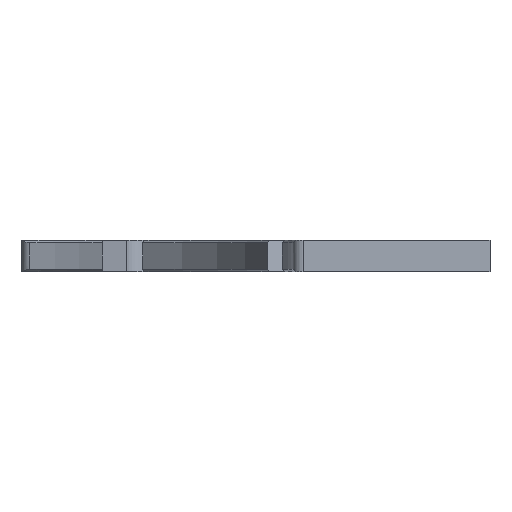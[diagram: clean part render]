
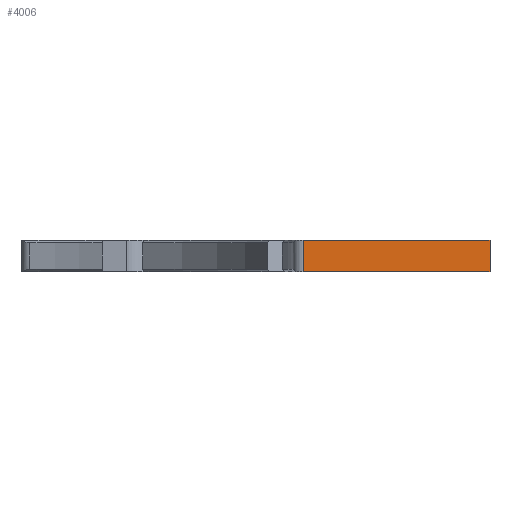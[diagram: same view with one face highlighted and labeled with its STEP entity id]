
A CAD part, front view. The second image highlights one B-rep face of the part: STEP entity #4006.
In plain terms, the highlighted planar face has unit normal (0, -1, 0).
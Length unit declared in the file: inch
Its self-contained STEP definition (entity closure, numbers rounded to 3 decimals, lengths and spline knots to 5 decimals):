
#165 = ORIENTED_EDGE ( 'NONE', *, *, #5182, .T. ) ;
#377 = EDGE_CURVE ( 'NONE', #4953, #5384, #1902, .T. ) ;
#608 = DIRECTION ( 'NONE',  ( 0., 0., -1. ) ) ;
#957 = CARTESIAN_POINT ( 'NONE',  ( 4.3422, 0., 0. ) ) ;
#976 = EDGE_CURVE ( 'NONE', #5248, #4234, #1161, .T. ) ;
#1161 = LINE ( 'NONE', #2413, #3143 ) ;
#1211 = LINE ( 'NONE', #1373, #1245 ) ;
#1245 = VECTOR ( 'NONE', #5173, 39.37008 ) ;
#1373 = CARTESIAN_POINT ( 'NONE',  ( 4.219, 0., 0. ) ) ;
#1899 = CARTESIAN_POINT ( 'NONE',  ( 6.5625, 0., 0. ) ) ;
#1902 = LINE ( 'NONE', #3593, #4563 ) ;
#1971 = CARTESIAN_POINT ( 'NONE',  ( 4.219, 0., -0.3735 ) ) ;
#2161 = EDGE_CURVE ( 'NONE', #5248, #5384, #1211, .T. ) ;
#2413 = CARTESIAN_POINT ( 'NONE',  ( 4.3422, 0., -0.3425 ) ) ;
#2746 = PLANE ( 'NONE',  #3098 ) ;
#2830 = FACE_OUTER_BOUND ( 'NONE', #4166, .T. ) ;
#2839 = ORIENTED_EDGE ( 'NONE', *, *, #377, .T. ) ;
#3098 = AXIS2_PLACEMENT_3D ( 'NONE', #3596, #4883, #4519 ) ;
#3143 = VECTOR ( 'NONE', #608, 39.37008 ) ;
#3521 = DIRECTION ( 'NONE',  ( 0., 0., 1. ) ) ;
#3593 = CARTESIAN_POINT ( 'NONE',  ( 6.5625, 0., -0.3735 ) ) ;
#3596 = CARTESIAN_POINT ( 'NONE',  ( 4.219, 0., -0.3735 ) ) ;
#3967 = CARTESIAN_POINT ( 'NONE',  ( 6.5625, 0., -0.3735 ) ) ;
#4006 = ADVANCED_FACE ( 'NONE', ( #2830 ), #2746, .T. ) ;
#4166 = EDGE_LOOP ( 'NONE', ( #4193, #4784, #165, #2839 ) ) ;
#4193 = ORIENTED_EDGE ( 'NONE', *, *, #2161, .F. ) ;
#4234 = VERTEX_POINT ( 'NONE', #4994 ) ;
#4519 = DIRECTION ( 'NONE',  ( 0., 0., -1. ) ) ;
#4528 = DIRECTION ( 'NONE',  ( 1., 0., 0. ) ) ;
#4563 = VECTOR ( 'NONE', #3521, 39.37008 ) ;
#4784 = ORIENTED_EDGE ( 'NONE', *, *, #976, .T. ) ;
#4883 = DIRECTION ( 'NONE',  ( 0., -1., 0. ) ) ;
#4885 = VECTOR ( 'NONE', #4528, 39.37008 ) ;
#4918 = LINE ( 'NONE', #1971, #4885 ) ;
#4953 = VERTEX_POINT ( 'NONE', #3967 ) ;
#4994 = CARTESIAN_POINT ( 'NONE',  ( 4.3422, 0., -0.3735 ) ) ;
#5173 = DIRECTION ( 'NONE',  ( 1., 0., 0. ) ) ;
#5182 = EDGE_CURVE ( 'NONE', #4234, #4953, #4918, .T. ) ;
#5248 = VERTEX_POINT ( 'NONE', #957 ) ;
#5384 = VERTEX_POINT ( 'NONE', #1899 ) ;
